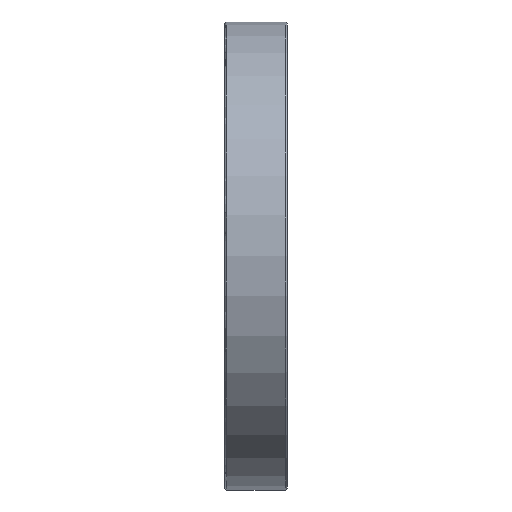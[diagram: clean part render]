
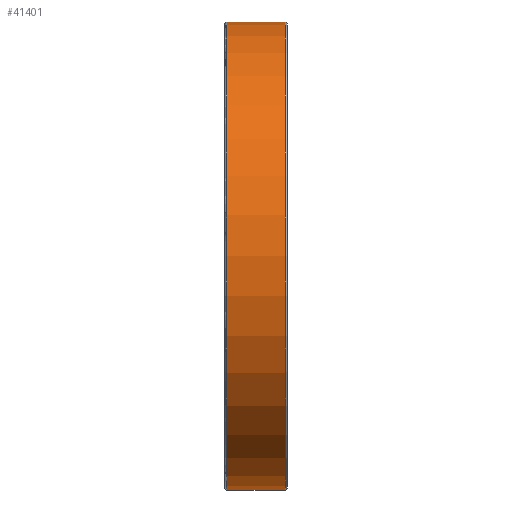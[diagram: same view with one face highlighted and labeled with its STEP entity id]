
A CAD part, top view. The second image highlights one B-rep face of the part: STEP entity #41401.
In plain terms, the highlighted cylindrical face has radius 75 mm (diameter 150 mm), a partial arc.
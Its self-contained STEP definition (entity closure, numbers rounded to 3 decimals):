
#30808=DIRECTION('',(-1.,0.,0.));
#30809=VECTOR('',#30808,18.8);
#30810=CARTESIAN_POINT('',(9.4,75.,0.));
#30811=LINE('',#30810,#30809);
#30815=DIRECTION('',(-1.,0.,0.));
#30816=VECTOR('',#30815,18.8);
#30817=CARTESIAN_POINT('',(9.4,-75.,0.));
#30818=LINE('',#30817,#30816);
#30830=CARTESIAN_POINT('',(9.4,0.,0.));
#30831=DIRECTION('',(1.,0.,0.));
#30832=DIRECTION('',(0.,1.,0.));
#30833=AXIS2_PLACEMENT_3D('',#30830,#30831,#30832);
#30838=CARTESIAN_POINT('',(-9.4,0.,0.));
#30839=DIRECTION('',(1.,0.,0.));
#30840=DIRECTION('',(0.,1.,0.));
#30841=AXIS2_PLACEMENT_3D('',#30838,#30839,#30840);
#38215=CARTESIAN_POINT('',(9.4,75.,0.));
#38216=CARTESIAN_POINT('',(-9.4,75.,0.));
#38217=VERTEX_POINT('',#38215);
#38218=VERTEX_POINT('',#38216);
#38227=CARTESIAN_POINT('',(9.4,-75.,0.));
#38228=CARTESIAN_POINT('',(-9.4,-75.,0.));
#38229=VERTEX_POINT('',#38227);
#38230=VERTEX_POINT('',#38228);
#41389=CARTESIAN_POINT('',(-11.,0.,0.));
#41390=DIRECTION('',(1.,0.,0.));
#41391=DIRECTION('',(0.,-1.,0.));
#41392=AXIS2_PLACEMENT_3D('',#41389,#41390,#41391);
#41393=CYLINDRICAL_SURFACE('',#41392,75.);
#41394=ORIENTED_EDGE('',*,*,#41379,.F.);
#41395=ORIENTED_EDGE('',*,*,#41356,.T.);
#41396=ORIENTED_EDGE('',*,*,#41383,.T.);
#41398=ORIENTED_EDGE('',*,*,#41397,.F.);
#41399=EDGE_LOOP('',(#41394,#41395,#41396,#41398));
#41400=FACE_OUTER_BOUND('',#41399,.F.);
#30834=CIRCLE('',#30833,75.);
#30842=CIRCLE('',#30841,75.);
#41356=EDGE_CURVE('',#38217,#38229,#30834,.T.);
#41379=EDGE_CURVE('',#38217,#38218,#30811,.T.);
#41383=EDGE_CURVE('',#38229,#38230,#30818,.T.);
#41397=EDGE_CURVE('',#38218,#38230,#30842,.T.);
#41401=ADVANCED_FACE('',(#41400),#41393,.T.);
